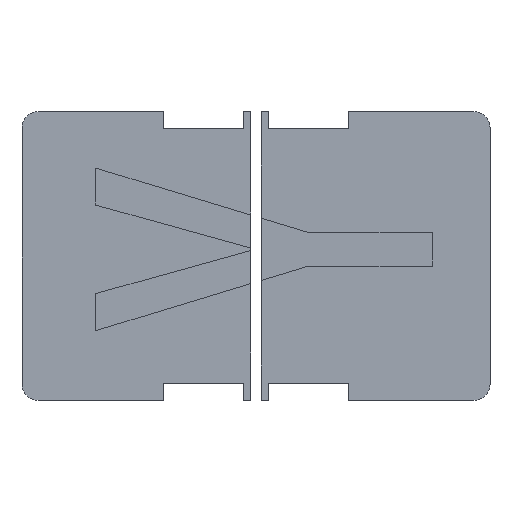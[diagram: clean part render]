
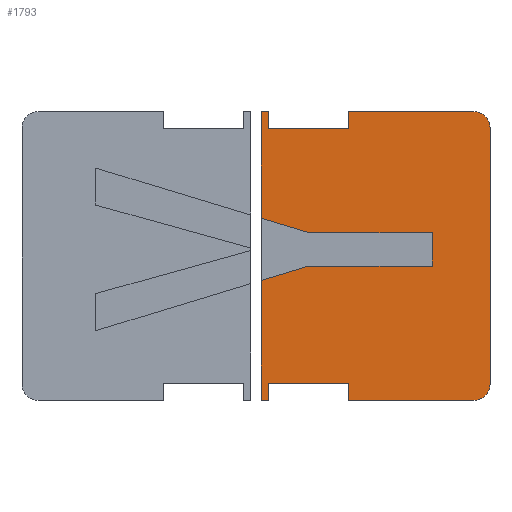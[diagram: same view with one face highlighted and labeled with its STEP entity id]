
A CAD part, top view. The second image highlights one B-rep face of the part: STEP entity #1793.
In plain terms, the highlighted planar face has unit normal (0, 0, 1).
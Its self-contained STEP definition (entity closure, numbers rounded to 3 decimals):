
#17=CIRCLE('',#1912,3.);
#18=CIRCLE('',#1913,3.);
#91=FACE_OUTER_BOUND('',#189,.T.);
#189=EDGE_LOOP('',(#1380,#1381,#1382,#1383,#1384,#1385,#1386,#1387,#1388,
#1389,#1390,#1391,#1392,#1393,#1394,#1395,#1396,#1397,#1398,#1399));
#341=LINE('',#2649,#585);
#345=LINE('',#2657,#589);
#353=LINE('',#2673,#597);
#355=LINE('',#2677,#599);
#357=LINE('',#2681,#601);
#359=LINE('',#2685,#603);
#361=LINE('',#2688,#605);
#362=LINE('',#2691,#606);
#363=LINE('',#2693,#607);
#364=LINE('',#2695,#608);
#365=LINE('',#2697,#609);
#366=LINE('',#2699,#610);
#367=LINE('',#2703,#611);
#368=LINE('',#2707,#612);
#369=LINE('',#2709,#613);
#370=LINE('',#2711,#614);
#371=LINE('',#2713,#615);
#372=LINE('',#2714,#616);
#585=VECTOR('',#2165,10.);
#589=VECTOR('',#2169,10.);
#597=VECTOR('',#2181,10.);
#599=VECTOR('',#2185,10.);
#601=VECTOR('',#2189,10.);
#603=VECTOR('',#2193,10.);
#605=VECTOR('',#2197,10.);
#606=VECTOR('',#2200,10.);
#607=VECTOR('',#2201,10.);
#608=VECTOR('',#2202,10.);
#609=VECTOR('',#2203,10.);
#610=VECTOR('',#2204,10.);
#611=VECTOR('',#2207,10.);
#612=VECTOR('',#2210,10.);
#613=VECTOR('',#2211,10.);
#614=VECTOR('',#2212,10.);
#615=VECTOR('',#2213,10.);
#616=VECTOR('',#2214,10.);
#794=VERTEX_POINT('',#2646);
#795=VERTEX_POINT('',#2648);
#798=VERTEX_POINT('',#2654);
#799=VERTEX_POINT('',#2656);
#805=VERTEX_POINT('',#2672);
#806=VERTEX_POINT('',#2676);
#807=VERTEX_POINT('',#2680);
#808=VERTEX_POINT('',#2684);
#809=VERTEX_POINT('',#2690);
#810=VERTEX_POINT('',#2692);
#811=VERTEX_POINT('',#2694);
#812=VERTEX_POINT('',#2696);
#813=VERTEX_POINT('',#2698);
#814=VERTEX_POINT('',#2700);
#815=VERTEX_POINT('',#2702);
#816=VERTEX_POINT('',#2704);
#817=VERTEX_POINT('',#2706);
#818=VERTEX_POINT('',#2708);
#819=VERTEX_POINT('',#2710);
#820=VERTEX_POINT('',#2712);
#997=EDGE_CURVE('',#795,#794,#341,.T.);
#1001=EDGE_CURVE('',#799,#798,#345,.T.);
#1009=EDGE_CURVE('',#805,#795,#353,.T.);
#1011=EDGE_CURVE('',#806,#805,#355,.T.);
#1013=EDGE_CURVE('',#807,#806,#357,.T.);
#1015=EDGE_CURVE('',#808,#807,#359,.T.);
#1017=EDGE_CURVE('',#798,#808,#361,.T.);
#1018=EDGE_CURVE('',#794,#809,#362,.T.);
#1019=EDGE_CURVE('',#809,#810,#363,.T.);
#1020=EDGE_CURVE('',#810,#811,#364,.T.);
#1021=EDGE_CURVE('',#811,#812,#365,.T.);
#1022=EDGE_CURVE('',#812,#813,#366,.T.);
#1023=EDGE_CURVE('',#813,#814,#17,.T.);
#1024=EDGE_CURVE('',#814,#815,#367,.T.);
#1025=EDGE_CURVE('',#815,#816,#18,.T.);
#1026=EDGE_CURVE('',#816,#817,#368,.T.);
#1027=EDGE_CURVE('',#817,#818,#369,.T.);
#1028=EDGE_CURVE('',#818,#819,#370,.T.);
#1029=EDGE_CURVE('',#819,#820,#371,.T.);
#1030=EDGE_CURVE('',#820,#799,#372,.T.);
#1380=ORIENTED_EDGE('',*,*,#1017,.T.);
#1381=ORIENTED_EDGE('',*,*,#1015,.T.);
#1382=ORIENTED_EDGE('',*,*,#1013,.T.);
#1383=ORIENTED_EDGE('',*,*,#1011,.T.);
#1384=ORIENTED_EDGE('',*,*,#1009,.T.);
#1385=ORIENTED_EDGE('',*,*,#997,.T.);
#1386=ORIENTED_EDGE('',*,*,#1018,.T.);
#1387=ORIENTED_EDGE('',*,*,#1019,.T.);
#1388=ORIENTED_EDGE('',*,*,#1020,.T.);
#1389=ORIENTED_EDGE('',*,*,#1021,.T.);
#1390=ORIENTED_EDGE('',*,*,#1022,.T.);
#1391=ORIENTED_EDGE('',*,*,#1023,.T.);
#1392=ORIENTED_EDGE('',*,*,#1024,.T.);
#1393=ORIENTED_EDGE('',*,*,#1025,.T.);
#1394=ORIENTED_EDGE('',*,*,#1026,.T.);
#1395=ORIENTED_EDGE('',*,*,#1027,.T.);
#1396=ORIENTED_EDGE('',*,*,#1028,.T.);
#1397=ORIENTED_EDGE('',*,*,#1029,.T.);
#1398=ORIENTED_EDGE('',*,*,#1030,.T.);
#1399=ORIENTED_EDGE('',*,*,#1001,.T.);
#1699=PLANE('',#1911);
#1793=ADVANCED_FACE('',(#91),#1699,.T.);
#1911=AXIS2_PLACEMENT_3D('',#2689,#2198,#2199);
#1912=AXIS2_PLACEMENT_3D('',#2701,#2205,#2206);
#1913=AXIS2_PLACEMENT_3D('',#2705,#2208,#2209);
#2165=DIRECTION('',(0.,-1.,0.));
#2169=DIRECTION('',(0.,-1.,0.));
#2181=DIRECTION('',(-0.957,-0.291,0.));
#2185=DIRECTION('',(-1.,0.,0.));
#2189=DIRECTION('',(0.,-1.,0.));
#2193=DIRECTION('',(1.,0.,0.));
#2197=DIRECTION('',(0.957,-0.29,0.));
#2198=DIRECTION('center_axis',(0.,0.,1.));
#2199=DIRECTION('ref_axis',(1.,0.,0.));
#2200=DIRECTION('',(1.,0.,0.));
#2201=DIRECTION('',(0.,1.,0.));
#2202=DIRECTION('',(1.,0.,0.));
#2203=DIRECTION('',(0.,-1.,0.));
#2204=DIRECTION('',(1.,0.,0.));
#2205=DIRECTION('center_axis',(0.,0.,1.));
#2206=DIRECTION('ref_axis',(0.,-1.,0.));
#2207=DIRECTION('',(0.,1.,0.));
#2208=DIRECTION('center_axis',(0.,0.,1.));
#2209=DIRECTION('ref_axis',(1.,0.,0.));
#2210=DIRECTION('',(-1.,0.,0.));
#2211=DIRECTION('',(0.,-1.,0.));
#2212=DIRECTION('',(-1.,0.,0.));
#2213=DIRECTION('',(0.,1.,0.));
#2214=DIRECTION('',(-1.,0.,0.));
#2646=CARTESIAN_POINT('',(44.8,0.,0.6));
#2648=CARTESIAN_POINT('',(44.8,22.432,0.6));
#2649=CARTESIAN_POINT('',(44.8,54.,0.6));
#2654=CARTESIAN_POINT('',(44.8,34.067,0.6));
#2656=CARTESIAN_POINT('',(44.8,54.,0.6));
#2657=CARTESIAN_POINT('',(44.8,54.,0.6));
#2672=CARTESIAN_POINT('',(53.623,25.112,0.6));
#2673=CARTESIAN_POINT('',(39.739,20.895,0.6));
#2676=CARTESIAN_POINT('',(76.816,25.112,0.6));
#2677=CARTESIAN_POINT('',(59.912,25.112,0.6));
#2680=CARTESIAN_POINT('',(76.816,31.392,0.6));
#2681=CARTESIAN_POINT('',(76.816,26.056,0.6));
#2684=CARTESIAN_POINT('',(53.623,31.392,0.6));
#2685=CARTESIAN_POINT('',(71.508,31.392,0.6));
#2688=CARTESIAN_POINT('',(59.992,29.462,0.6));
#2689=CARTESIAN_POINT('Origin',(66.2,27.,0.6));
#2690=CARTESIAN_POINT('',(46.2,0.,0.6));
#2691=CARTESIAN_POINT('',(5.,0.,0.6));
#2692=CARTESIAN_POINT('',(46.2,3.2,0.6));
#2693=CARTESIAN_POINT('',(46.2,3.2,0.6));
#2694=CARTESIAN_POINT('',(61.2,3.2,0.6));
#2695=CARTESIAN_POINT('',(61.2,3.2,0.6));
#2696=CARTESIAN_POINT('',(61.2,0.,0.6));
#2697=CARTESIAN_POINT('',(61.2,0.,0.6));
#2698=CARTESIAN_POINT('',(84.6,0.,0.6));
#2699=CARTESIAN_POINT('',(5.,0.,0.6));
#2700=CARTESIAN_POINT('',(87.6,3.,0.6));
#2701=CARTESIAN_POINT('Origin',(84.6,3.,0.6));
#2702=CARTESIAN_POINT('',(87.6,51.,0.6));
#2703=CARTESIAN_POINT('',(87.6,3.,0.6));
#2704=CARTESIAN_POINT('',(84.6,54.,0.6));
#2705=CARTESIAN_POINT('Origin',(84.6,51.,0.6));
#2706=CARTESIAN_POINT('',(61.2,54.,0.6));
#2707=CARTESIAN_POINT('',(84.6,54.,0.6));
#2708=CARTESIAN_POINT('',(61.2,50.8,0.6));
#2709=CARTESIAN_POINT('',(61.2,54.,0.6));
#2710=CARTESIAN_POINT('',(46.2,50.8,0.6));
#2711=CARTESIAN_POINT('',(61.2,50.8,0.6));
#2712=CARTESIAN_POINT('',(46.2,54.,0.6));
#2713=CARTESIAN_POINT('',(46.2,50.8,0.6));
#2714=CARTESIAN_POINT('',(84.6,54.,0.6));
